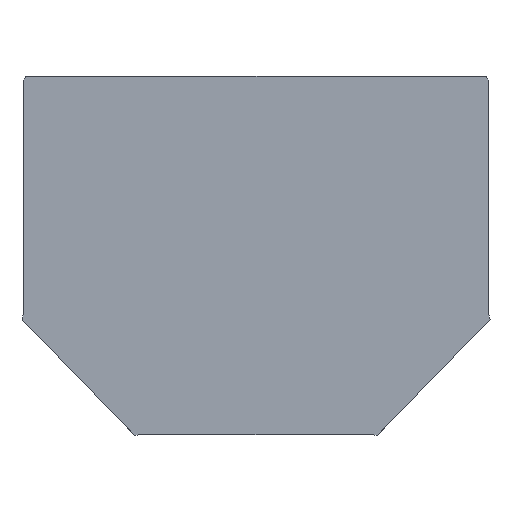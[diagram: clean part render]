
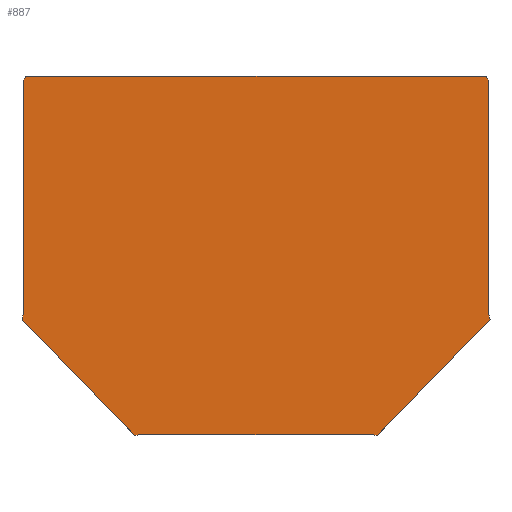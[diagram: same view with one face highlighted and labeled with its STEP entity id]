
A CAD part, top view. The second image highlights one B-rep face of the part: STEP entity #887.
In plain terms, the highlighted planar face has unit normal (0, 0, 1).
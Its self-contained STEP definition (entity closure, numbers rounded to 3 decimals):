
#5 = EDGE_CURVE ( 'NONE', #686, #1036, #333, .T. ) ;
#62 = CARTESIAN_POINT ( 'NONE',  ( -95.727, -99.509, 0. ) ) ;
#71 = CARTESIAN_POINT ( 'NONE',  ( -95.25, -1.7, 0. ) ) ;
#72 = ORIENTED_EDGE ( 'NONE', *, *, #1089, .F. ) ;
#77 = DIRECTION ( 'NONE',  ( 0.696, 0.718, 0. ) ) ;
#81 = EDGE_CURVE ( 'NONE', #779, #672, #1015, .T. ) ;
#84 = ORIENTED_EDGE ( 'NONE', *, *, #776, .F. ) ;
#99 = CARTESIAN_POINT ( 'NONE',  ( 95.25, -1.7, 0. ) ) ;
#101 = EDGE_CURVE ( 'NONE', #985, #518, #964, .T. ) ;
#123 = CARTESIAN_POINT ( 'NONE',  ( 99.065, -96.066, 0. ) ) ;
#132 = CARTESIAN_POINT ( 'NONE',  ( 95.25, 0., 0. ) ) ;
#138 = CARTESIAN_POINT ( 'NONE',  ( -49.552, -147.125, 0. ) ) ;
#142 = ORIENTED_EDGE ( 'NONE', *, *, #860, .F. ) ;
#144 = CARTESIAN_POINT ( 'NONE',  ( 49.552, -147.125, 0. ) ) ;
#148 = B_SPLINE_CURVE_WITH_KNOTS ( 'NONE', 3,
 ( #293, #396, #818, #745, #499, #576 ),
 .UNSPECIFIED., .F., .F.,
 ( 4, 2, 4 ),
 ( 0.001, 0.002, 0.003 ),
 .UNSPECIFIED. ) ;
#161 = CARTESIAN_POINT ( 'NONE',  ( -95.336, -98.229, 0. ) ) ;
#172 = ORIENTED_EDGE ( 'NONE', *, *, #101, .T. ) ;
#175 = ORIENTED_EDGE ( 'NONE', *, *, #867, .T. ) ;
#185 = EDGE_LOOP ( 'NONE', ( #172, #370, #327, #84, #482, #525, #627, #142, #770, #175, #494, #72 ) ) ;
#187 = EDGE_CURVE ( 'NONE', #798, #195, #295, .T. ) ;
#188 = CARTESIAN_POINT ( 'NONE',  ( -95.25, 0., 0. ) ) ;
#195 = VERTEX_POINT ( 'NONE', #616 ) ;
#197 = CARTESIAN_POINT ( 'NONE',  ( 94.839, -1.168, 0. ) ) ;
#224 = DIRECTION ( 'NONE',  ( 1., 0., 0. ) ) ;
#232 = VECTOR ( 'NONE', #224, 1000. ) ;
#244 = CARTESIAN_POINT ( 'NONE',  ( -95.591, -99.205, 0. ) ) ;
#293 = CARTESIAN_POINT ( 'NONE',  ( 95.25, -97.558, 0. ) ) ;
#295 = LINE ( 'NONE', #188, #599 ) ;
#305 = EDGE_CURVE ( 'NONE', #730, #513, #441, .T. ) ;
#307 = CARTESIAN_POINT ( 'NONE',  ( -95.292, -97.893, 0. ) ) ;
#314 = CARTESIAN_POINT ( 'NONE',  ( 47.962, -146.704, 0. ) ) ;
#321 = CARTESIAN_POINT ( 'NONE',  ( -49.552, -147.125, 0. ) ) ;
#327 = ORIENTED_EDGE ( 'NONE', *, *, #363, .T. ) ;
#330 = PLANE ( 'NONE',  #584 ) ;
#333 = LINE ( 'NONE', #431, #427 ) ;
#341 = CARTESIAN_POINT ( 'NONE',  ( 48.294, -146.748, 0. ) ) ;
#363 = EDGE_CURVE ( 'NONE', #856, #999, #888, .T. ) ;
#370 = ORIENTED_EDGE ( 'NONE', *, *, #982, .T. ) ;
#378 = CARTESIAN_POINT ( 'NONE',  ( 94.482, -0.602, 0. ) ) ;
#381 = CARTESIAN_POINT ( 'NONE',  ( 94.333, -0.307, 0. ) ) ;
#391 = CARTESIAN_POINT ( 'NONE',  ( 49.552, -147.125, 0. ) ) ;
#392 = CARTESIAN_POINT ( 'NONE',  ( -49.252, -146.995, 0. ) ) ;
#396 = CARTESIAN_POINT ( 'NONE',  ( 95.292, -97.893, 0. ) ) ;
#406 = CARTESIAN_POINT ( 'NONE',  ( -94.333, -0.307, 0. ) ) ;
#427 = VECTOR ( 'NONE', #834, 1000. ) ;
#431 = CARTESIAN_POINT ( 'NONE',  ( -99.065, -96.066, 0. ) ) ;
#441 = LINE ( 'NONE', #132, #1016 ) ;
#464 = CARTESIAN_POINT ( 'NONE',  ( -48.294, -146.748, 0. ) ) ;
#468 = CARTESIAN_POINT ( 'NONE',  ( -47.962, -146.704, 0. ) ) ;
#479 = CARTESIAN_POINT ( 'NONE',  ( -95.044, -1.435, 0. ) ) ;
#482 = ORIENTED_EDGE ( 'NONE', *, *, #305, .T. ) ;
#483 = B_SPLINE_CURVE_WITH_KNOTS ( 'NONE', 3,
 ( #975, #307, #161, #737, #244, #812 ),
 .UNSPECIFIED., .F., .F.,
 ( 4, 2, 4 ),
 ( 0.001, 0.002, 0.003 ),
 .UNSPECIFIED. ) ;
#490 = CARTESIAN_POINT ( 'NONE',  ( -94.214, 0., 0. ) ) ;
#493 = DIRECTION ( 'NONE',  ( -1., 0., 0. ) ) ;
#494 = ORIENTED_EDGE ( 'NONE', *, *, #5, .T. ) ;
#499 = CARTESIAN_POINT ( 'NONE',  ( 95.591, -99.205, 0. ) ) ;
#513 = VERTEX_POINT ( 'NONE', #99 ) ;
#518 = VERTEX_POINT ( 'NONE', #831 ) ;
#525 = ORIENTED_EDGE ( 'NONE', *, *, #775, .T. ) ;
#550 = CARTESIAN_POINT ( 'NONE',  ( -48.941, -146.893, 0. ) ) ;
#569 = CARTESIAN_POINT ( 'NONE',  ( 0., 0., 0. ) ) ;
#576 = CARTESIAN_POINT ( 'NONE',  ( 95.727, -99.509, 0. ) ) ;
#584 = AXIS2_PLACEMENT_3D ( 'NONE', #569, #983, #493 ) ;
#599 = VECTOR ( 'NONE', #702, 1000. ) ;
#616 = CARTESIAN_POINT ( 'NONE',  ( -95.25, -97.558, 0. ) ) ;
#626 = CARTESIAN_POINT ( 'NONE',  ( -47.632, -146.663, 0. ) ) ;
#627 = ORIENTED_EDGE ( 'NONE', *, *, #81, .T. ) ;
#628 = CARTESIAN_POINT ( 'NONE',  ( 50., -146.663, 0. ) ) ;
#637 = CARTESIAN_POINT ( 'NONE',  ( 94.214, 0., 0. ) ) ;
#654 = B_SPLINE_CURVE_WITH_KNOTS ( 'NONE', 3,
 ( #71, #479, #877, #947, #406, #980 ),
 .UNSPECIFIED., .F., .F.,
 ( 4, 2, 4 ),
 ( 0.001, 0.002, 0.003 ),
 .UNSPECIFIED. ) ;
#672 = VERTEX_POINT ( 'NONE', #490 ) ;
#683 = CARTESIAN_POINT ( 'NONE',  ( 95.044, -1.435, 0. ) ) ;
#686 = VERTEX_POINT ( 'NONE', #62 ) ;
#687 = CARTESIAN_POINT ( 'NONE',  ( 0., 0., 0. ) ) ;
#700 = CARTESIAN_POINT ( 'NONE',  ( 49.252, -146.995, 0. ) ) ;
#702 = DIRECTION ( 'NONE',  ( 0., -1., 0. ) ) ;
#705 = CARTESIAN_POINT ( 'NONE',  ( 95.727, -99.509, 0. ) ) ;
#730 = VERTEX_POINT ( 'NONE', #1000 ) ;
#737 = CARTESIAN_POINT ( 'NONE',  ( -95.486, -98.889, 0. ) ) ;
#745 = CARTESIAN_POINT ( 'NONE',  ( 95.486, -98.889, 0. ) ) ;
#770 = ORIENTED_EDGE ( 'NONE', *, *, #187, .T. ) ;
#775 = EDGE_CURVE ( 'NONE', #513, #779, #959, .T. ) ;
#776 = EDGE_CURVE ( 'NONE', #730, #999, #148, .T. ) ;
#779 = VERTEX_POINT ( 'NONE', #637 ) ;
#785 = CARTESIAN_POINT ( 'NONE',  ( 94.214, 0., 0. ) ) ;
#798 = VERTEX_POINT ( 'NONE', #961 ) ;
#800 = CARTESIAN_POINT ( 'NONE',  ( 47.632, -146.663, 0. ) ) ;
#812 = CARTESIAN_POINT ( 'NONE',  ( -95.727, -99.509, 0. ) ) ;
#814 = B_SPLINE_CURVE_WITH_KNOTS ( 'NONE', 3,
 ( #800, #314, #341, #861, #700, #144 ),
 .UNSPECIFIED., .F., .F.,
 ( 4, 2, 4 ),
 ( 0.001, 0.002, 0.003 ),
 .UNSPECIFIED. ) ;
#818 = CARTESIAN_POINT ( 'NONE',  ( 95.336, -98.229, 0. ) ) ;
#831 = CARTESIAN_POINT ( 'NONE',  ( 47.632, -146.663, 0. ) ) ;
#834 = DIRECTION ( 'NONE',  ( 0.696, -0.718, 0. ) ) ;
#856 = VERTEX_POINT ( 'NONE', #391 ) ;
#860 = EDGE_CURVE ( 'NONE', #798, #672, #654, .T. ) ;
#861 = CARTESIAN_POINT ( 'NONE',  ( 48.941, -146.893, 0. ) ) ;
#867 = EDGE_CURVE ( 'NONE', #195, #686, #483, .T. ) ;
#875 = B_SPLINE_CURVE_WITH_KNOTS ( 'NONE', 3,
 ( #626, #468, #464, #550, #392, #138 ),
 .UNSPECIFIED., .F., .F.,
 ( 4, 2, 4 ),
 ( 0.001, 0.002, 0.003 ),
 .UNSPECIFIED. ) ;
#877 = CARTESIAN_POINT ( 'NONE',  ( -94.839, -1.168, 0. ) ) ;
#887 = ADVANCED_FACE ( 'NONE', ( #908 ), #330, .F. ) ;
#888 = LINE ( 'NONE', #123, #1074 ) ;
#895 = DIRECTION ( 'NONE',  ( 0., 1., 0. ) ) ;
#905 = CARTESIAN_POINT ( 'NONE',  ( -47.632, -146.663, 0. ) ) ;
#908 = FACE_OUTER_BOUND ( 'NONE', #185, .T. ) ;
#947 = CARTESIAN_POINT ( 'NONE',  ( -94.482, -0.602, 0. ) ) ;
#959 = B_SPLINE_CURVE_WITH_KNOTS ( 'NONE', 3,
 ( #977, #683, #197, #378, #381, #785 ),
 .UNSPECIFIED., .F., .F.,
 ( 4, 2, 4 ),
 ( 0.001, 0.002, 0.003 ),
 .UNSPECIFIED. ) ;
#961 = CARTESIAN_POINT ( 'NONE',  ( -95.25, -1.7, 0. ) ) ;
#964 = LINE ( 'NONE', #628, #232 ) ;
#975 = CARTESIAN_POINT ( 'NONE',  ( -95.25, -97.558, 0. ) ) ;
#977 = CARTESIAN_POINT ( 'NONE',  ( 95.25, -1.7, 0. ) ) ;
#980 = CARTESIAN_POINT ( 'NONE',  ( -94.214, 0., 0. ) ) ;
#982 = EDGE_CURVE ( 'NONE', #518, #856, #814, .T. ) ;
#983 = DIRECTION ( 'NONE',  ( 0., 0., -1. ) ) ;
#985 = VERTEX_POINT ( 'NONE', #905 ) ;
#999 = VERTEX_POINT ( 'NONE', #705 ) ;
#1000 = CARTESIAN_POINT ( 'NONE',  ( 95.25, -97.558, 0. ) ) ;
#1015 = LINE ( 'NONE', #687, #1081 ) ;
#1016 = VECTOR ( 'NONE', #895, 1000. ) ;
#1021 = DIRECTION ( 'NONE',  ( -1., 0., 0. ) ) ;
#1036 = VERTEX_POINT ( 'NONE', #321 ) ;
#1074 = VECTOR ( 'NONE', #77, 1000. ) ;
#1081 = VECTOR ( 'NONE', #1021, 1000. ) ;
#1089 = EDGE_CURVE ( 'NONE', #985, #1036, #875, .T. ) ;
